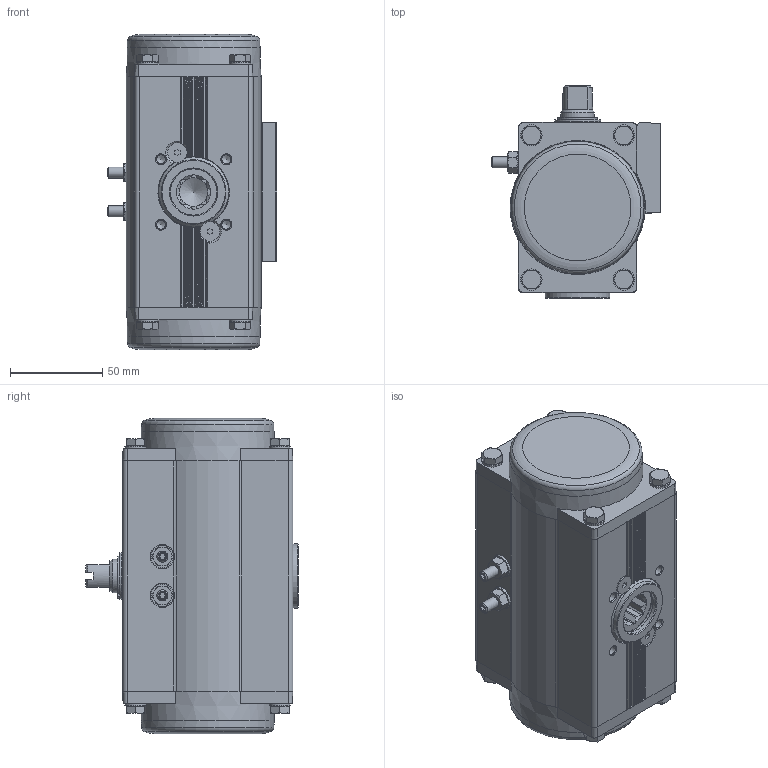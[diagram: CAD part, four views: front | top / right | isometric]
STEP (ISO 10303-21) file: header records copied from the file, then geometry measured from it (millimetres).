
FILE_DESCRIPTION(/* description */ ('STEP AP214'),/* implementation_level */ '2;1');
FILE_NAME(/* name */ '8102804_DFPD-40-RP-90-RS60-F05-R3-C',/* time_stamp */ '2024-08-15T18:19:32+02:00',/* author */ ('License CC BY-ND 4.0'),/* organization */ ('CADENAS'),/* preprocessor_version */ 'ST-DEVELOPER v19.3',/* originating_system */ 'PARTsolutions',/* authorisation */ ' ');
FILE_SCHEMA (('AUTOMOTIVE_DESIGN {1 0 10303 214 3 1 1}'));
Length unit declared in the file: millimetre
Products named in the file (7): 8102804 DFPD-40-RP-90-RS60-F05-R3-C---(0); 8042186 DFPD-40-90-RS-F05-C-----(housing); 8042186 DFPD-40(F05_0)---(shaft); 3637777 SCHEIBE 6.2X12X1.5-1.4301; DIN 934 - M6(F); 8097111 DFPD-10/20/40-C--(adj); 8101074 DFPD-CTR-F05--(ctr)
Assembly tree (9 placements, depth 2):
  8102804 DFPD-40-RP-90-RS60-F05-R3-C---(0)
    8042186 DFPD-40-90-RS-F05-C-----(housing)
    8042186 DFPD-40(F05_0)---(shaft)
    3637777 SCHEIBE 6.2X12X1.5-1.4301  x2
    DIN 934 - M6(F)  x2
    8097111 DFPD-10/20/40-C--(adj)  x2
    8101074 DFPD-CTR-F05--(ctr)
Bounding box: 91.77 x 115 x 170.4 mm (x, y, z)
Volume: 1011346.7 mm3; surface area: 97189.3 mm2
Topology: 9 solids, 9 shells, 651 faces, 1529 edges, 955 vertices
Faces by surface type: plane 338, cone 138, cylinder 137, torus 36, sphere 2
Full cylindrical faces by diameter (mm): 2 x2, 4 x2, 4.134 x8, 4.917 x9, 6 x2, 6.2 x2, 8.5 x2, 8.566 x2, 9 x2, 10 x2, 10.57 x2, 11.5 x8, 12 x2, 13 x2, 18 x3, 19.3 x1, 19.5 x1, 21 x2, 25 x3, 26 x1, 26.5 x2, 27 x2, 28 x1, 35 x1, 38 x2
Entity records: 17196 total; most frequent: CARTESIAN_POINT 3580, DIRECTION 2780, ORIENTED_EDGE 2562, EDGE_CURVE 1281, AXIS2_PLACEMENT_3D 1103, VERTEX_POINT 891, FACE_BOUND 854, EDGE_LOOP 844
